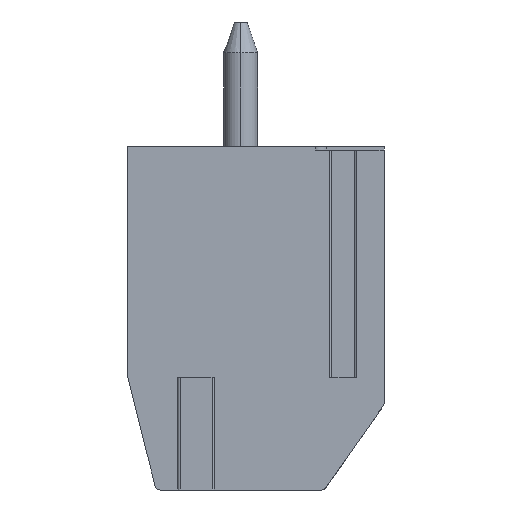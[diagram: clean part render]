
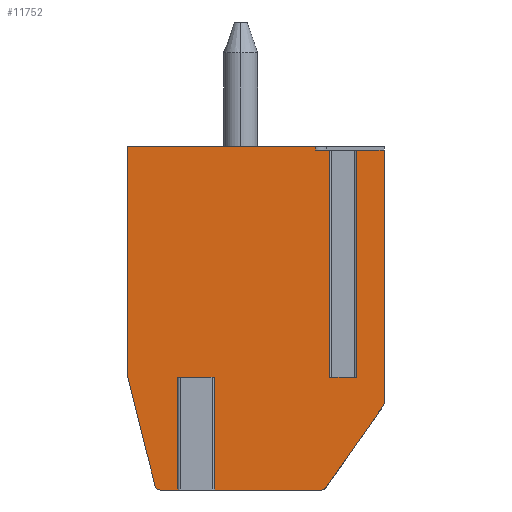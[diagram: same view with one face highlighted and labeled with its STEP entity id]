
A CAD part, left-side view. The second image highlights one B-rep face of the part: STEP entity #11752.
In plain terms, the highlighted planar face has unit normal (-1, 0, 0).
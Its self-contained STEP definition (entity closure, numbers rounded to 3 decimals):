
#544=DIRECTION('',(0.,-1.,0.));
#545=VECTOR('',#544,5.5);
#546=CARTESIAN_POINT('',(0.,7.5,0.1));
#547=LINE('',#546,#545);
#4531=DIRECTION('',(0.,0.,1.));
#4532=VECTOR('',#4531,6.75);
#4533=CARTESIAN_POINT('',(0.,7.5,-6.65));
#4534=LINE('',#4533,#4532);
#4535=DIRECTION('',(0.,-1.,0.));
#4536=VECTOR('',#4535,0.41);
#4537=CARTESIAN_POINT('',(0.,2.,0.));
#4538=LINE('',#4537,#4536);
#4539=DIRECTION('',(0.,0.,1.));
#4540=VECTOR('',#4539,6.65);
#4541=CARTESIAN_POINT('',(0.,1.59,-6.65));
#4542=LINE('',#4541,#4540);
#4543=DIRECTION('',(0.,-1.,0.));
#4544=VECTOR('',#4543,0.78);
#4545=CARTESIAN_POINT('',(0.,1.59,-6.65));
#4546=LINE('',#4545,#4544);
#4547=DIRECTION('',(0.,0.,1.));
#4548=VECTOR('',#4547,6.65);
#4549=CARTESIAN_POINT('',(0.,0.81,-6.65));
#4550=LINE('',#4549,#4548);
#4551=DIRECTION('',(0.,-1.,0.));
#4552=VECTOR('',#4551,0.81);
#4553=CARTESIAN_POINT('',(0.,0.81,0.));
#4554=LINE('',#4553,#4552);
#4555=DIRECTION('',(0.,0.,-1.));
#4556=VECTOR('',#4555,7.403);
#4557=CARTESIAN_POINT('',(0.,0.,0.));
#4558=LINE('',#4557,#4556);
#4559=CARTESIAN_POINT('',(0.,0.15,-7.403));
#4560=DIRECTION('',(-1.,0.,0.));
#4561=DIRECTION('',(0.,-0.819,-0.574));
#4562=AXIS2_PLACEMENT_3D('',#4559,#4560,#4561);
#4564=DIRECTION('',(0.,0.574,-0.819));
#4565=VECTOR('',#4564,2.927);
#4566=CARTESIAN_POINT('',(0.,0.027,-7.489));
#4567=LINE('',#4566,#4565);
#4568=CARTESIAN_POINT('',(0.,1.829,-9.8));
#4569=DIRECTION('',(-1.,0.,0.));
#4570=DIRECTION('',(0.,0.,-1.));
#4571=AXIS2_PLACEMENT_3D('',#4568,#4569,#4570);
#4573=DIRECTION('',(0.,1.,0.));
#4574=VECTOR('',#4573,3.301);
#4575=CARTESIAN_POINT('',(0.,1.829,-9.95));
#4576=LINE('',#4575,#4574);
#4577=DIRECTION('',(0.,0.,-1.));
#4578=VECTOR('',#4577,3.3);
#4579=CARTESIAN_POINT('',(0.,5.13,-6.65));
#4580=LINE('',#4579,#4578);
#4581=DIRECTION('',(0.,-1.,0.));
#4582=VECTOR('',#4581,0.74);
#4583=CARTESIAN_POINT('',(0.,5.87,-6.65));
#4584=LINE('',#4583,#4582);
#4585=DIRECTION('',(0.,0.,-1.));
#4586=VECTOR('',#4585,3.3);
#4587=CARTESIAN_POINT('',(0.,5.87,-6.65));
#4588=LINE('',#4587,#4586);
#4589=DIRECTION('',(0.,1.,0.));
#4590=VECTOR('',#4589,0.69);
#4591=CARTESIAN_POINT('',(0.,5.87,-9.95));
#4592=LINE('',#4591,#4590);
#4593=CARTESIAN_POINT('',(0.,6.56,-9.8));
#4594=DIRECTION('',(-1.,0.,0.));
#4595=DIRECTION('',(0.,0.97,-0.242));
#4596=AXIS2_PLACEMENT_3D('',#4593,#4594,#4595);
#4598=DIRECTION('',(0.,0.242,0.97));
#4599=VECTOR('',#4598,3.284);
#4600=CARTESIAN_POINT('',(0.,6.706,-9.836));
#4601=LINE('',#4600,#4599);
#4602=DIRECTION('',(0.,0.,1.));
#4603=VECTOR('',#4602,0.1);
#4604=CARTESIAN_POINT('',(0.,2.,0.));
#4605=LINE('',#4604,#4603);
#5254=CARTESIAN_POINT('',(0.,1.829,-9.95));
#5255=CARTESIAN_POINT('',(0.,1.706,-9.886));
#5256=VERTEX_POINT('',#5254);
#5257=VERTEX_POINT('',#5255);
#5258=CARTESIAN_POINT('',(0.,6.706,-9.836));
#5259=CARTESIAN_POINT('',(0.,6.56,-9.95));
#5260=VERTEX_POINT('',#5258);
#5261=VERTEX_POINT('',#5259);
#5262=CARTESIAN_POINT('',(0.,0.027,-7.489));
#5263=CARTESIAN_POINT('',(0.,0.,-7.403));
#5264=VERTEX_POINT('',#5262);
#5265=VERTEX_POINT('',#5263);
#5266=CARTESIAN_POINT('',(0.,0.,0.));
#5267=VERTEX_POINT('',#5266);
#5268=CARTESIAN_POINT('',(0.,7.5,-6.65));
#5269=VERTEX_POINT('',#5268);
#5294=CARTESIAN_POINT('',(0.,5.87,-6.65));
#5295=CARTESIAN_POINT('',(0.,5.13,-6.65));
#5296=VERTEX_POINT('',#5294);
#5297=VERTEX_POINT('',#5295);
#5298=CARTESIAN_POINT('',(0.,5.87,-9.95));
#5299=VERTEX_POINT('',#5298);
#5300=CARTESIAN_POINT('',(0.,5.13,-9.95));
#5301=VERTEX_POINT('',#5300);
#5314=CARTESIAN_POINT('',(0.,0.81,-6.65));
#5315=CARTESIAN_POINT('',(0.,0.81,0.));
#5316=VERTEX_POINT('',#5314);
#5317=VERTEX_POINT('',#5315);
#5318=CARTESIAN_POINT('',(0.,1.59,-6.65));
#5319=CARTESIAN_POINT('',(0.,1.59,0.));
#5320=VERTEX_POINT('',#5318);
#5321=VERTEX_POINT('',#5319);
#5346=CARTESIAN_POINT('',(0.,7.5,0.1));
#5347=VERTEX_POINT('',#5346);
#5348=CARTESIAN_POINT('',(0.,2.,0.1));
#5349=VERTEX_POINT('',#5348);
#5368=CARTESIAN_POINT('',(0.,2.,0.));
#5370=VERTEX_POINT('',#5368);
#11719=CARTESIAN_POINT('',(0.,0.,0.));
#11720=DIRECTION('',(1.,0.,0.));
#11721=DIRECTION('',(0.,-1.,0.));
#11722=AXIS2_PLACEMENT_3D('',#11719,#11720,#11721);
#11723=PLANE('',#11722);
#11724=ORIENTED_EDGE('',*,*,#7108,.T.);
#11725=ORIENTED_EDGE('',*,*,#6859,.T.);
#11727=ORIENTED_EDGE('',*,*,#11726,.F.);
#11728=ORIENTED_EDGE('',*,*,#6591,.T.);
#11730=ORIENTED_EDGE('',*,*,#11729,.F.);
#11732=ORIENTED_EDGE('',*,*,#11731,.T.);
#11734=ORIENTED_EDGE('',*,*,#11733,.T.);
#11735=ORIENTED_EDGE('',*,*,#6575,.T.);
#11736=ORIENTED_EDGE('',*,*,#6501,.T.);
#11737=ORIENTED_EDGE('',*,*,#11429,.F.);
#11738=ORIENTED_EDGE('',*,*,#7293,.T.);
#11739=ORIENTED_EDGE('',*,*,#7278,.F.);
#11740=ORIENTED_EDGE('',*,*,#7185,.T.);
#11742=ORIENTED_EDGE('',*,*,#11741,.F.);
#11744=ORIENTED_EDGE('',*,*,#11743,.F.);
#11746=ORIENTED_EDGE('',*,*,#11745,.T.);
#11747=ORIENTED_EDGE('',*,*,#7169,.T.);
#11748=ORIENTED_EDGE('',*,*,#7138,.F.);
#11749=ORIENTED_EDGE('',*,*,#7123,.T.);
#11750=EDGE_LOOP('',(#11724,#11725,#11727,#11728,#11730,#11732,#11734,#11735,
#11736,#11737,#11738,#11739,#11740,#11742,#11744,#11746,#11747,#11748,#11749));
#11751=FACE_OUTER_BOUND('',#11750,.F.);
#4563=CIRCLE('',#4562,0.15);
#4572=CIRCLE('',#4571,0.15);
#4597=CIRCLE('',#4596,0.15);
#6501=EDGE_CURVE('',#5267,#5265,#4558,.T.);
#6575=EDGE_CURVE('',#5317,#5267,#4554,.T.);
#6591=EDGE_CURVE('',#5370,#5321,#4538,.T.);
#6859=EDGE_CURVE('',#5347,#5349,#547,.T.);
#7108=EDGE_CURVE('',#5269,#5347,#4534,.T.);
#7123=EDGE_CURVE('',#5260,#5269,#4601,.T.);
#7138=EDGE_CURVE('',#5260,#5261,#4597,.T.);
#7169=EDGE_CURVE('',#5299,#5261,#4592,.T.);
#7185=EDGE_CURVE('',#5256,#5301,#4576,.T.);
#7278=EDGE_CURVE('',#5256,#5257,#4572,.T.);
#7293=EDGE_CURVE('',#5264,#5257,#4567,.T.);
#11429=EDGE_CURVE('',#5264,#5265,#4563,.T.);
#11726=EDGE_CURVE('',#5370,#5349,#4605,.T.);
#11729=EDGE_CURVE('',#5320,#5321,#4542,.T.);
#11731=EDGE_CURVE('',#5320,#5316,#4546,.T.);
#11733=EDGE_CURVE('',#5316,#5317,#4550,.T.);
#11741=EDGE_CURVE('',#5297,#5301,#4580,.T.);
#11743=EDGE_CURVE('',#5296,#5297,#4584,.T.);
#11745=EDGE_CURVE('',#5296,#5299,#4588,.T.);
#11752=ADVANCED_FACE('',(#11751),#11723,.F.);
